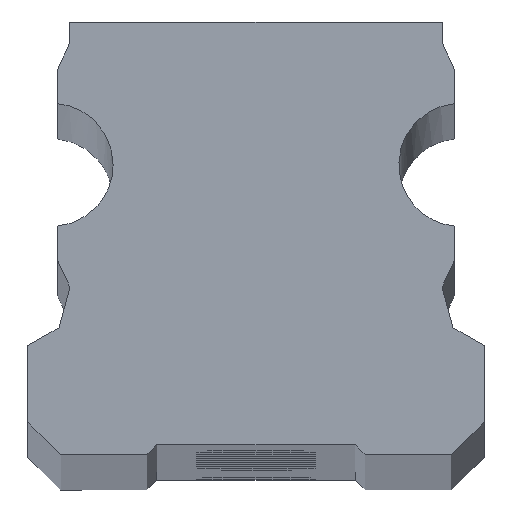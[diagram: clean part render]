
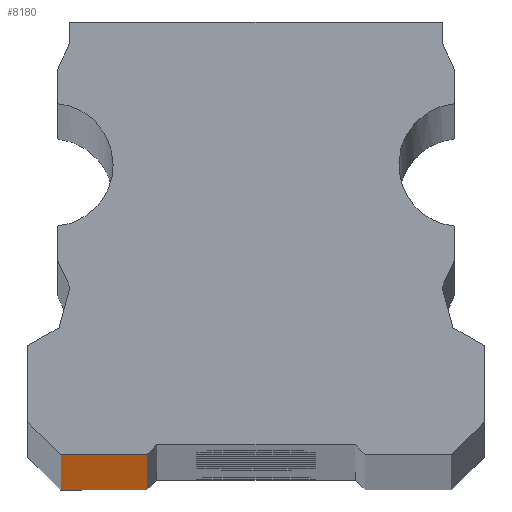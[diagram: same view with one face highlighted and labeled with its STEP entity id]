
A CAD part, top view. The second image highlights one B-rep face of the part: STEP entity #8180.
In plain terms, the highlighted free-form (B-spline) face has degree [1, 1] with [2, 2] control points.
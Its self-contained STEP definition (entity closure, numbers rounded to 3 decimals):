
#1570 = CARTESIAN_POINT ('', (-9.85, 0., 510.));
#1580 = VERTEX_POINT ('', #1570);
#1640 = CARTESIAN_POINT ('', (-5.5, 0., 510.));
#1650 = VERTEX_POINT ('', #1640);
#1660 = CARTESIAN_POINT ('', (-5.5, 0., 510.));
#1670 = CARTESIAN_POINT ('', (-9.85, 0., 510.));
#1680 = B_SPLINE_CURVE_WITH_KNOTS ('', 1, (#1660, #1670), .UNSPECIFIED., .F., .U., (2, 2), (0., 1.), .UNSPECIFIED.);
#1690 = EDGE_CURVE ('', #1650, #1580, #1680, .T.);
#5090 = CARTESIAN_POINT ('', (-5.5, 0., -510.));
#5100 = VERTEX_POINT ('', #5090);
#5160 = CARTESIAN_POINT ('', (-9.85, 0., -510.));
#5170 = VERTEX_POINT ('', #5160);
#5180 = CARTESIAN_POINT ('', (-5.5, 0., -510.));
#5190 = CARTESIAN_POINT ('', (-9.85, 0., -510.));
#5200 = B_SPLINE_CURVE_WITH_KNOTS ('', 1, (#5180, #5190), .UNSPECIFIED., .F., .U., (2, 2), (0., 1.), .UNSPECIFIED.);
#5210 = EDGE_CURVE ('', #5100, #5170, #5200, .T.);
#7870 = CARTESIAN_POINT ('', (-9.85, 0., -510.));
#7880 = CARTESIAN_POINT ('', (-9.85, 0., 510.));
#7890 = B_SPLINE_CURVE_WITH_KNOTS ('', 1, (#7870, #7880), .UNSPECIFIED., .F., .U., (2, 2), (0., 1.), .UNSPECIFIED.);
#7900 = EDGE_CURVE ('', #5170, #1580, #7890, .T.);
#8030 = ORIENTED_EDGE ('', *, *, #7900, .F.);
#8040 = ORIENTED_EDGE ('', *, *, #5210, .F.);
#8050 = CARTESIAN_POINT ('', (-5.5, 0., 510.));
#8060 = CARTESIAN_POINT ('', (-5.5, 0., -510.));
#8070 = B_SPLINE_CURVE_WITH_KNOTS ('', 1, (#8050, #8060), .UNSPECIFIED., .F., .U., (2, 2), (0., 1.), .UNSPECIFIED.);
#8080 = EDGE_CURVE ('', #1650, #5100, #8070, .T.);
#8090 = ORIENTED_EDGE ('', *, *, #8080, .F.);
#8100 = ORIENTED_EDGE ('', *, *, #1690, .T.);
#8110 = EDGE_LOOP ('', (#8030, #8040, #8090, #8100));
#8120 = FACE_OUTER_BOUND ('', #8110, .T.);
#8130 = CARTESIAN_POINT ('', (-9.85, 0., 510.));
#8140 = CARTESIAN_POINT ('', (-5.5, 0., 510.));
#8150 = CARTESIAN_POINT ('', (-9.85, 0., -510.));
#8160 = CARTESIAN_POINT ('', (-5.5, 0., -510.));
#8170 = B_SPLINE_SURFACE_WITH_KNOTS ('', 1, 1, ((#8130, #8140), (#8150, #8160)), .UNSPECIFIED., .F., .F., .U., (2, 2), (2, 2), (0., 1.), (0., 1.), .UNSPECIFIED.);
#8180 = ADVANCED_FACE ('', (#8120), #8170, .T.);
